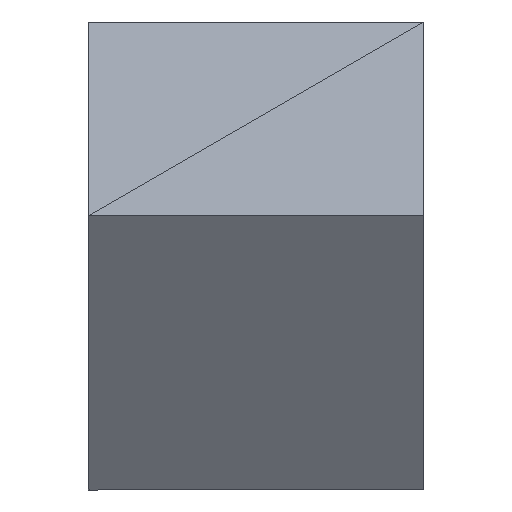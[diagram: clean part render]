
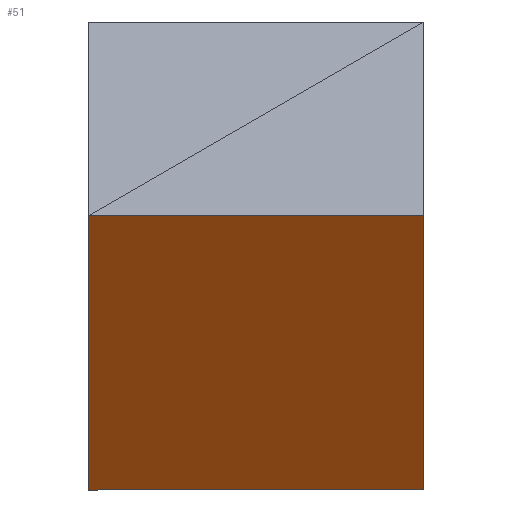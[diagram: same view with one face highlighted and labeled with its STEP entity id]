
A CAD part, isometric view. The second image highlights one B-rep face of the part: STEP entity #51.
In plain terms, the highlighted face is planar.
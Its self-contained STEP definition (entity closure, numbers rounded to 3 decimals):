
#4 = VERTEX_POINT ( 'NONE', #29 ) ;
#9 = VECTOR ( 'NONE', #88, 1000. ) ;
#16 = VERTEX_POINT ( 'NONE', #280 ) ;
#20 = VECTOR ( 'NONE', #142, 1000. ) ;
#21 = EDGE_CURVE ( 'NONE', #16, #302, #238, .T. ) ;
#22 = CARTESIAN_POINT ( 'NONE',  ( 35.355, 0., 25. ) ) ;
#29 = CARTESIAN_POINT ( 'NONE',  ( 0., 35.355, 25. ) ) ;
#35 = LINE ( 'NONE', #254, #20 ) ;
#38 = CARTESIAN_POINT ( 'NONE',  ( 0., 35.355, 25. ) ) ;
#40 = VERTEX_POINT ( 'NONE', #358 ) ;
#42 = DIRECTION ( 'NONE',  ( -0.707, 0.707, 0. ) ) ;
#51 = ADVANCED_FACE ( 'NONE', ( #264 ), #193, .F. ) ;
#60 = EDGE_CURVE ( 'NONE', #302, #40, #35, .T. ) ;
#88 = DIRECTION ( 'NONE',  ( 0., 0., -1. ) ) ;
#89 = AXIS2_PLACEMENT_3D ( 'NONE', #359, #114, #222 ) ;
#102 = ORIENTED_EDGE ( 'NONE', *, *, #60, .T. ) ;
#114 = DIRECTION ( 'NONE',  ( -0.707, -0.707, 0. ) ) ;
#128 = VECTOR ( 'NONE', #199, 1000. ) ;
#137 = ORIENTED_EDGE ( 'NONE', *, *, #221, .F. ) ;
#142 = DIRECTION ( 'NONE',  ( -0.707, 0.707, 0. ) ) ;
#147 = CARTESIAN_POINT ( 'NONE',  ( 35.355, 0., -25. ) ) ;
#175 = ORIENTED_EDGE ( 'NONE', *, *, #21, .T. ) ;
#193 = PLANE ( 'NONE',  #89 ) ;
#194 = CARTESIAN_POINT ( 'NONE',  ( 35.355, 0., 25. ) ) ;
#199 = DIRECTION ( 'NONE',  ( 0., 0., -1. ) ) ;
#208 = VECTOR ( 'NONE', #42, 1000. ) ;
#216 = EDGE_LOOP ( 'NONE', ( #102, #318, #137, #175 ) ) ;
#217 = EDGE_CURVE ( 'NONE', #4, #40, #337, .T. ) ;
#221 = EDGE_CURVE ( 'NONE', #16, #4, #258, .T. ) ;
#222 = DIRECTION ( 'NONE',  ( 0.707, -0.707, 0. ) ) ;
#238 = LINE ( 'NONE', #194, #9 ) ;
#254 = CARTESIAN_POINT ( 'NONE',  ( 35.355, 0., -25. ) ) ;
#258 = LINE ( 'NONE', #22, #208 ) ;
#264 = FACE_OUTER_BOUND ( 'NONE', #216, .T. ) ;
#280 = CARTESIAN_POINT ( 'NONE',  ( 35.355, 0., 25. ) ) ;
#302 = VERTEX_POINT ( 'NONE', #147 ) ;
#318 = ORIENTED_EDGE ( 'NONE', *, *, #217, .F. ) ;
#337 = LINE ( 'NONE', #38, #128 ) ;
#358 = CARTESIAN_POINT ( 'NONE',  ( 0., 35.355, -25. ) ) ;
#359 = CARTESIAN_POINT ( 'NONE',  ( 35.355, 0., 25. ) ) ;
